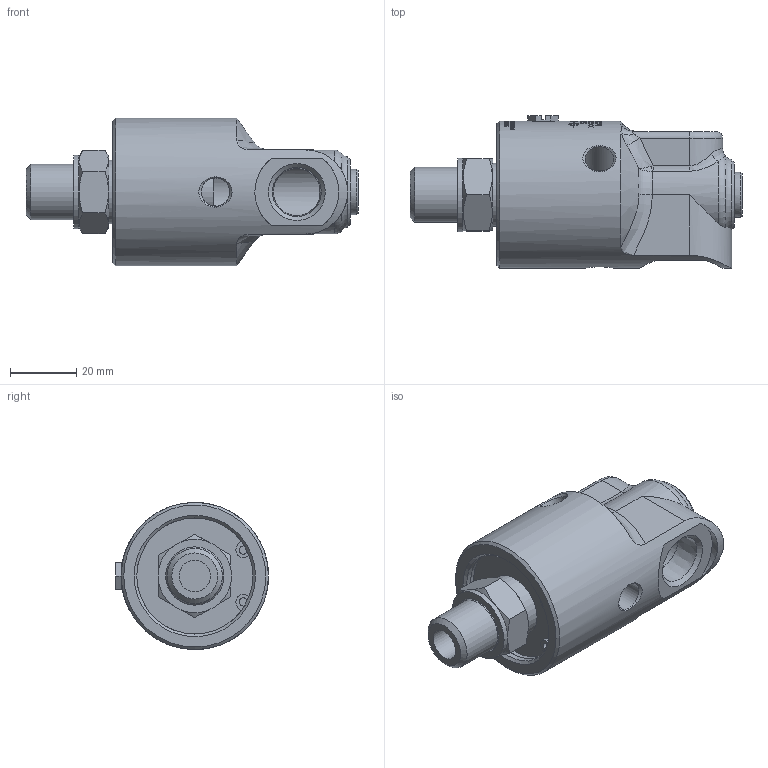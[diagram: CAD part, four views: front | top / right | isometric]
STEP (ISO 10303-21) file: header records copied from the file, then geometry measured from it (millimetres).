
FILE_DESCRIPTION(/* description */ (''),/* implementation_level */ '2;1');
FILE_NAME(/* name */ '57-130-095-IC.stp',/* time_stamp */ '2020-09-09T10:03:09-05:00',/* author */ ('msvetlecich'),/* organization */ (''),/* preprocessor_version */ 'ST-DEVELOPER v18',/* originating_system */ 'Autodesk Inventor 2020',/* authorisation */ '');
FILE_SCHEMA (('AUTOMOTIVE_DESIGN { 1 0 10303 214 3 1 1 }'));
Products named in the file (1): 57-130-095-IC
Bounding box: 100.3 x 46.2 x 44.5 mm (x, y, z)
Volume: 78846.7 mm3; surface area: 24707.2 mm2
Topology: 6 solids, 6 shells, 1185 faces, 3201 edges, 2137 vertices
Faces by surface type: bspline 574, plane 447, cylinder 137, cone 21, torus 6
Full cylindrical faces by diameter (mm): 2.5 x2, 5.359 x1, 6.325 x1, 8.6 x3, 9.5 x1, 14.25 x1, 16.674 x1, 17 x2, 17.6 x1, 19.15 x1, 22.2 x1, 35.05 x1, 37.18 x1, 44.5 x1
Entity records: 50449 total; most frequent: CARTESIAN_POINT 22713, ORIENTED_EDGE 6398, DIRECTION 3888, EDGE_CURVE 3199, VERTEX_POINT 2137, LINE 1332, VECTOR 1332, EDGE_LOOP 1316
